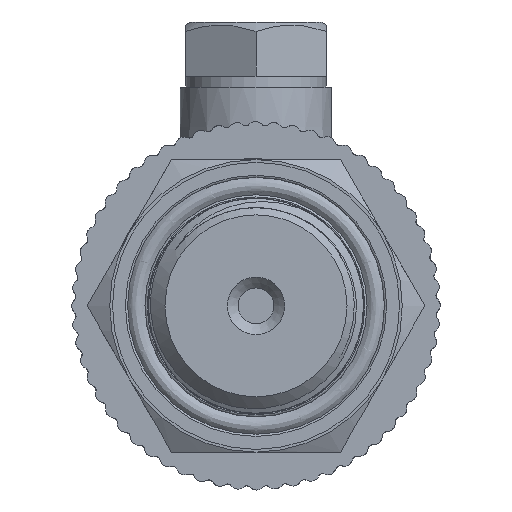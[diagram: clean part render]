
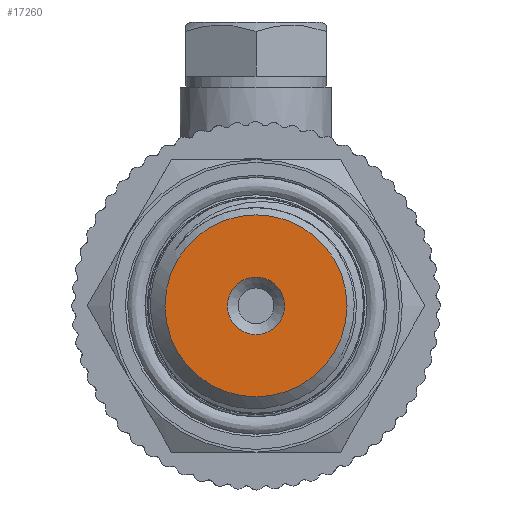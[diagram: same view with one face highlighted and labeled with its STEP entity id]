
A CAD part, left-side view. The second image highlights one B-rep face of the part: STEP entity #17260.
In plain terms, the highlighted planar face has unit normal (-1, 0, 0).
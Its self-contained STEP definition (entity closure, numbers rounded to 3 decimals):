
#595=PLANE('',#18218);
#1062=FACE_BOUND('',#2455,.T.);
#1450=FACE_OUTER_BOUND('',#2454,.T.);
#2454=EDGE_LOOP('',(#13250));
#2455=EDGE_LOOP('',(#13251));
#3235=CIRCLE('',#18173,8.4);
#3262=CIRCLE('',#18217,2.65);
#7461=VERTEX_POINT('',#36187);
#7483=VERTEX_POINT('',#37545);
#9573=EDGE_CURVE('',#7461,#7461,#3235,.T.);
#9614=EDGE_CURVE('',#7483,#7483,#3262,.T.);
#13250=ORIENTED_EDGE('',*,*,#9573,.T.);
#13251=ORIENTED_EDGE('',*,*,#9614,.T.);
#17260=ADVANCED_FACE('',(#1450,#1062),#595,.T.);
#18173=AXIS2_PLACEMENT_3D('',#36189,#19915,#19916);
#18217=AXIS2_PLACEMENT_3D('',#37547,#20011,#20012);
#18218=AXIS2_PLACEMENT_3D('',#37548,#20013,#20014);
#19915=DIRECTION('center_axis',(-1.,0.,0.));
#19916=DIRECTION('ref_axis',(0.,1.,0.));
#20011=DIRECTION('center_axis',(1.,0.,0.));
#20012=DIRECTION('ref_axis',(0.,0.,-1.));
#20013=DIRECTION('center_axis',(-1.,0.,0.));
#20014=DIRECTION('ref_axis',(0.,0.,1.));
#36187=CARTESIAN_POINT('',(-61.,-8.4,0.));
#36189=CARTESIAN_POINT('Origin',(-61.,0.,0.));
#37545=CARTESIAN_POINT('',(-61.,-2.65,0.));
#37547=CARTESIAN_POINT('Origin',(-61.,0.,0.));
#37548=CARTESIAN_POINT('Origin',(-61.,10.,0.));
